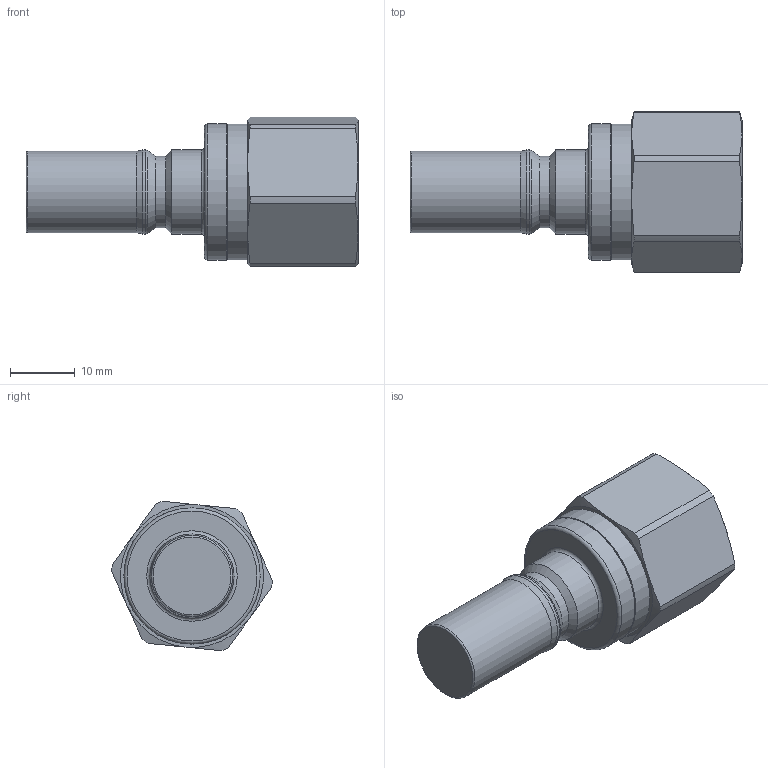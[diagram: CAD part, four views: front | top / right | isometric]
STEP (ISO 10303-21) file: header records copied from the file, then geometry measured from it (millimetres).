
FILE_DESCRIPTION((''),'2;1');
FILE_NAME('206sliw17mpn.stp','2013-12-10T11:42:37',('IA176480'),(''),'Autodesk Inventor 2013','Autodesk Inventor 2013','');
FILE_SCHEMA(('AUTOMOTIVE_DESIGN { 1 0 10303 214 1 1 1 1 }'));
Length unit declared in the file: millimetre
Products named in the file (1): D108801
Bounding box: 51.15 x 24.76 x 23.02 mm (x, y, z)
Volume: 11131.4 mm3; surface area: 4460.8 mm2
Topology: 1 solids, 4 shells, 64 faces, 134 edges, 81 vertices
Faces by surface type: cone 23, cylinder 19, plane 17, torus 5
Full cylindrical faces by diameter (mm): 10.2 x1, 11 x1, 12.5 x1, 12.95 x2, 14.95 x1, 15.378 x1, 16.65 x2, 17 x2, 21 x2
Entity records: 1545 total; most frequent: CARTESIAN_POINT 285, DIRECTION 266, ORIENTED_EDGE 196, AXIS2_PLACEMENT_3D 127, EDGE_LOOP 102, EDGE_CURVE 98, VERTEX_POINT 74, FACE_OUTER_BOUND 64
